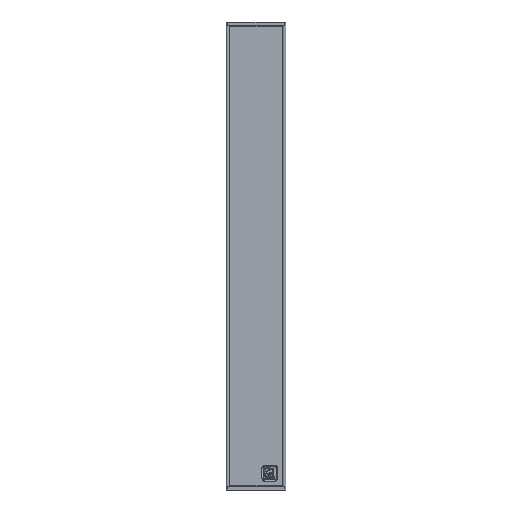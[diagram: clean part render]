
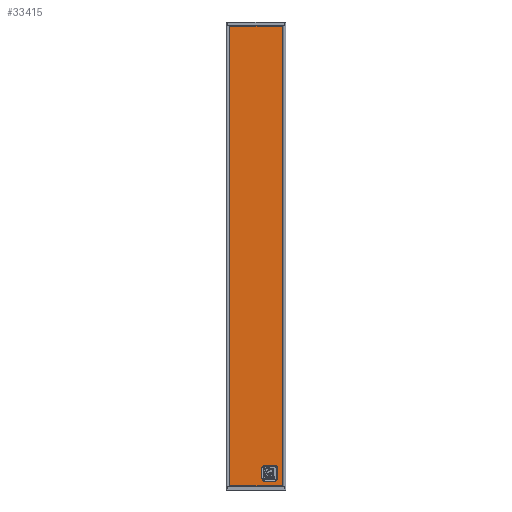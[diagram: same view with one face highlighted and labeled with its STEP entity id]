
A CAD part, front view. The second image highlights one B-rep face of the part: STEP entity #33415.
In plain terms, the highlighted planar face has unit normal (0, -1, 0).
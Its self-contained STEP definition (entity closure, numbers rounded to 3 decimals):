
#4081=FACE_BOUND('',#7147,.T.);
#5078=FACE_OUTER_BOUND('',#7146,.T.);
#7146=EDGE_LOOP('',(#26805,#26806,#26807,#26808));
#7147=EDGE_LOOP('',(#26809,#26810,#26811,#26812,#26813,#26814,#26815,#26816));
#8943=LINE('',#60359,#10373);
#8945=LINE('',#60367,#10375);
#8947=LINE('',#60375,#10377);
#8949=LINE('',#60384,#10379);
#8951=LINE('',#60397,#10381);
#8952=LINE('',#60401,#10382);
#8953=LINE('',#60405,#10383);
#8954=LINE('',#60409,#10384);
#10373=VECTOR('',#44545,10.);
#10375=VECTOR('',#44553,10.);
#10377=VECTOR('',#44561,10.);
#10379=VECTOR('',#44573,10.);
#10381=VECTOR('',#44591,10.);
#10382=VECTOR('',#44594,10.);
#10383=VECTOR('',#44597,10.);
#10384=VECTOR('',#44600,10.);
#12006=CIRCLE('',#36730,2.5);
#12007=CIRCLE('',#36731,2.5);
#12008=CIRCLE('',#36732,2.5);
#12009=CIRCLE('',#36733,2.5);
#15322=VERTEX_POINT('',#60356);
#15323=VERTEX_POINT('',#60358);
#15326=VERTEX_POINT('',#60365);
#15329=VERTEX_POINT('',#60373);
#15333=VERTEX_POINT('',#60395);
#15334=VERTEX_POINT('',#60396);
#15335=VERTEX_POINT('',#60398);
#15336=VERTEX_POINT('',#60400);
#15337=VERTEX_POINT('',#60402);
#15338=VERTEX_POINT('',#60404);
#15339=VERTEX_POINT('',#60406);
#15340=VERTEX_POINT('',#60408);
#19229=EDGE_CURVE('',#15322,#15323,#8943,.T.);
#19233=EDGE_CURVE('',#15326,#15322,#8945,.T.);
#19237=EDGE_CURVE('',#15329,#15326,#8947,.T.);
#19242=EDGE_CURVE('',#15323,#15329,#8949,.T.);
#19248=EDGE_CURVE('',#15333,#15334,#8951,.T.);
#19249=EDGE_CURVE('',#15335,#15333,#12006,.T.);
#19250=EDGE_CURVE('',#15336,#15335,#8952,.T.);
#19251=EDGE_CURVE('',#15337,#15336,#12007,.T.);
#19252=EDGE_CURVE('',#15338,#15337,#8953,.T.);
#19253=EDGE_CURVE('',#15339,#15338,#12008,.T.);
#19254=EDGE_CURVE('',#15340,#15339,#8954,.T.);
#19255=EDGE_CURVE('',#15334,#15340,#12009,.T.);
#26805=ORIENTED_EDGE('',*,*,#19242,.F.);
#26806=ORIENTED_EDGE('',*,*,#19229,.F.);
#26807=ORIENTED_EDGE('',*,*,#19233,.F.);
#26808=ORIENTED_EDGE('',*,*,#19237,.F.);
#26809=ORIENTED_EDGE('',*,*,#19248,.F.);
#26810=ORIENTED_EDGE('',*,*,#19249,.F.);
#26811=ORIENTED_EDGE('',*,*,#19250,.F.);
#26812=ORIENTED_EDGE('',*,*,#19251,.F.);
#26813=ORIENTED_EDGE('',*,*,#19252,.F.);
#26814=ORIENTED_EDGE('',*,*,#19253,.F.);
#26815=ORIENTED_EDGE('',*,*,#19254,.F.);
#26816=ORIENTED_EDGE('',*,*,#19255,.F.);
#31907=PLANE('',#36729);
#33415=ADVANCED_FACE('',(#5078,#4081),#31907,.T.);
#36729=AXIS2_PLACEMENT_3D('',#60394,#44589,#44590);
#36730=AXIS2_PLACEMENT_3D('',#60399,#44592,#44593);
#36731=AXIS2_PLACEMENT_3D('',#60403,#44595,#44596);
#36732=AXIS2_PLACEMENT_3D('',#60407,#44598,#44599);
#36733=AXIS2_PLACEMENT_3D('',#60410,#44601,#44602);
#44545=DIRECTION('',(0.,0.,-1.));
#44553=DIRECTION('',(1.,0.,0.));
#44561=DIRECTION('',(0.,0.,1.));
#44573=DIRECTION('',(-1.,0.,0.));
#44589=DIRECTION('center_axis',(0.,-1.,0.));
#44590=DIRECTION('ref_axis',(1.,0.,0.));
#44591=DIRECTION('',(-1.,0.,0.));
#44592=DIRECTION('center_axis',(0.,-1.,0.));
#44593=DIRECTION('ref_axis',(0.707,0.,0.707));
#44594=DIRECTION('',(0.,0.,1.));
#44595=DIRECTION('center_axis',(0.,-1.,0.));
#44596=DIRECTION('ref_axis',(0.707,0.,-0.707));
#44597=DIRECTION('',(1.,0.,0.));
#44598=DIRECTION('center_axis',(0.,-1.,0.));
#44599=DIRECTION('ref_axis',(-0.707,0.,-0.707));
#44600=DIRECTION('',(0.,0.,-1.));
#44601=DIRECTION('center_axis',(0.,-1.,0.));
#44602=DIRECTION('ref_axis',(-0.707,0.,0.707));
#60356=CARTESIAN_POINT('',(30.537,-146.691,374.));
#60358=CARTESIAN_POINT('',(30.537,-146.691,-164.));
#60359=CARTESIAN_POINT('',(30.537,-146.691,-30.));
#60365=CARTESIAN_POINT('',(-30.463,-146.691,374.));
#60367=CARTESIAN_POINT('',(15.787,-146.691,374.));
#60373=CARTESIAN_POINT('',(-30.463,-146.691,-164.));
#60375=CARTESIAN_POINT('',(-30.463,-146.691,240.));
#60384=CARTESIAN_POINT('',(-15.713,-146.691,-164.));
#60394=CARTESIAN_POINT('Origin',(0.037,-146.691,105.));
#60395=CARTESIAN_POINT('',(22.537,-146.691,-140.5));
#60396=CARTESIAN_POINT('',(9.537,-146.691,-140.5));
#60397=CARTESIAN_POINT('',(4.787,-146.691,-140.5));
#60398=CARTESIAN_POINT('',(25.037,-146.691,-143.));
#60399=CARTESIAN_POINT('Origin',(22.537,-146.691,-143.));
#60400=CARTESIAN_POINT('',(25.037,-146.691,-156.));
#60401=CARTESIAN_POINT('',(25.037,-146.691,-19.));
#60402=CARTESIAN_POINT('',(22.537,-146.691,-158.5));
#60403=CARTESIAN_POINT('Origin',(22.537,-146.691,-156.));
#60404=CARTESIAN_POINT('',(9.537,-146.691,-158.5));
#60405=CARTESIAN_POINT('',(11.287,-146.691,-158.5));
#60406=CARTESIAN_POINT('',(7.037,-146.691,-156.));
#60407=CARTESIAN_POINT('Origin',(9.537,-146.691,-156.));
#60408=CARTESIAN_POINT('',(7.037,-146.691,-143.));
#60409=CARTESIAN_POINT('',(7.037,-146.691,-25.5));
#60410=CARTESIAN_POINT('Origin',(9.537,-146.691,-143.));
